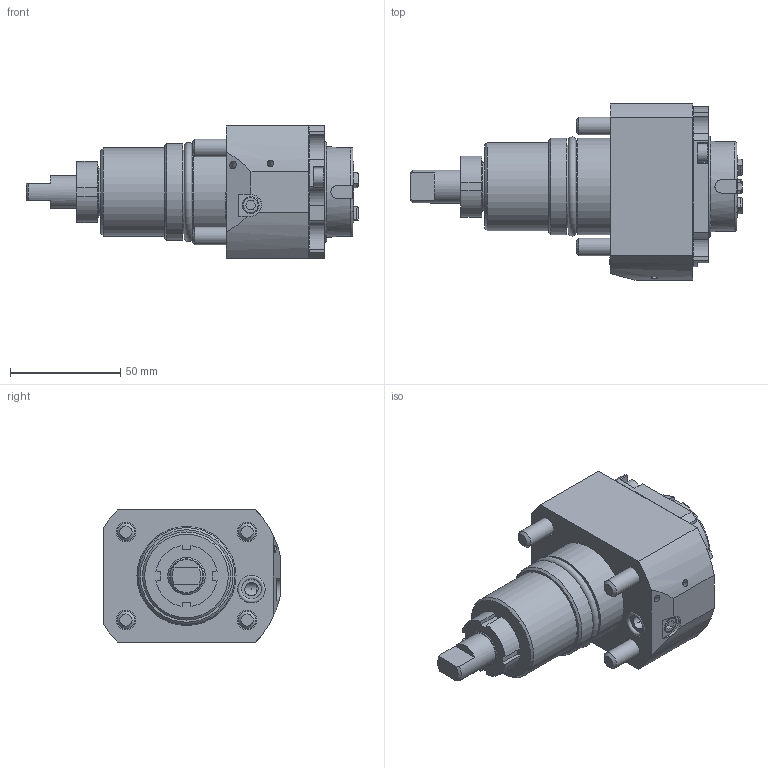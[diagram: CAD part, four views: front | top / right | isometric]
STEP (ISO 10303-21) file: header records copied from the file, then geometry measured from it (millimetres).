
FILE_DESCRIPTION (( 'STEP AP203' ), '1' );
FILE_NAME ('NKA01-49000.STEP', '2021-04-06T14:05:56', ( '' ), ( '' ), 'SwSTEP 2.0', 'SolidWorks 2020', '' );
FILE_SCHEMA (( 'CONFIG_CONTROL_DESIGN' ));
Length unit declared in the file: millimetre
Products named in the file (1): NKA01-49000
Bounding box: 150.8 x 80 x 60 mm (x, y, z)
Volume: 288032.8 mm3; surface area: 53221 mm2
Topology: 8 solids, 10 shells, 339 faces, 808 edges, 529 vertices
Faces by surface type: plane 192, cylinder 79, cone 51, torus 17
Full cylindrical faces by diameter (mm): 3 x3, 6.2 x1, 8 x4, 8.5 x4, 9 x4, 9.5 x1, 12.5 x2, 13 x4, 14 x6, 15 x1, 17 x1, 21.314 x1, 21.7 x1, 23 x1, 24.972 x1, 26 x1, 28 x3, 29 x1, 38 x1, 40 x1, 41 x1, 44 x2
Entity records: 9548 total; most frequent: CARTESIAN_POINT 2150, DIRECTION 1512, ORIENTED_EDGE 1364, EDGE_CURVE 682, AXIS2_PLACEMENT_3D 571, VERTEX_POINT 491, EDGE_LOOP 479, FACE_OUTER_BOUND 388
